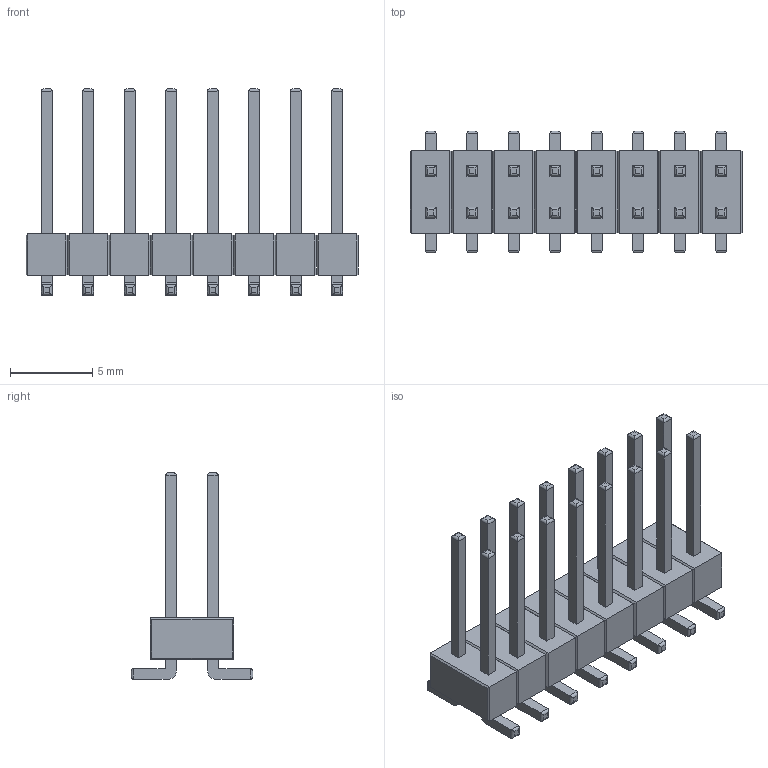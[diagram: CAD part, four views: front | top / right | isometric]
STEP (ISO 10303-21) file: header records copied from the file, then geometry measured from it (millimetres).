
FILE_DESCRIPTION (( 'STEP AP214' ), '1' );
FILE_NAME ('User Library-HN2X8 SMD.STEP', '2020-09-29T12:08:57', ( '' ), ( '' ), 'SwSTEP 2.0', 'SolidWorks 2020', '' );
FILE_SCHEMA (( 'AUTOMOTIVE_DESIGN' ));
Length unit declared in the file: millimetre
Products named in the file (1): User Library-HN2X8 SMD
Bounding box: 20.14 x 7.4 x 12.52 mm (x, y, z)
Volume: 337 mm3; surface area: 984.1 mm2
Topology: 8 solids, 8 shells, 464 faces, 1056 edges, 640 vertices
Faces by surface type: plane 304, cylinder 160
Entity records: 17749 total; most frequent: CARTESIAN_POINT 2545, ORIENTED_EDGE 2112, DIRECTION 1922, EDGE_CURVE 1056, LINE 864, VECTOR 864, VERTEX_POINT 640, AXIS2_PLACEMENT_3D 529
